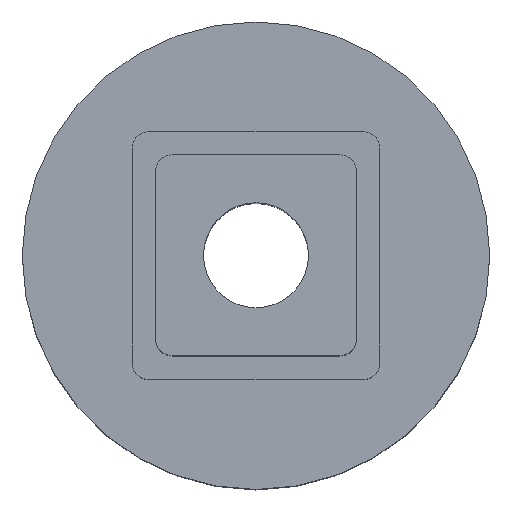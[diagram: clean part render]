
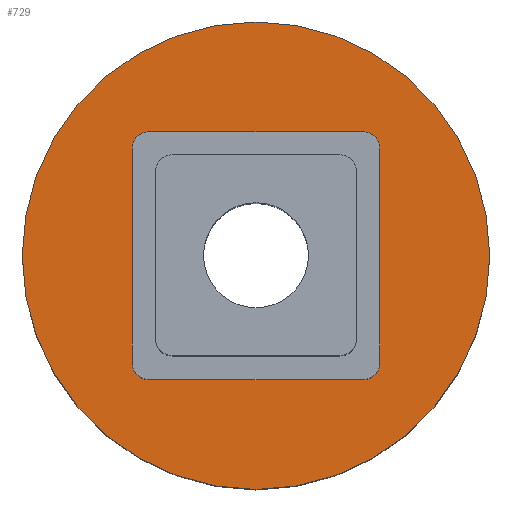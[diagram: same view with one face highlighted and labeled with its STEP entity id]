
A CAD part, top view. The second image highlights one B-rep face of the part: STEP entity #729.
In plain terms, the highlighted planar face has unit normal (0, 0, 1).
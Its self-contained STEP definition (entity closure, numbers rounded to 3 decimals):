
#18=FACE_BOUND('',#125,.T.);
#43=PLANE('',#810);
#82=FACE_OUTER_BOUND('',#124,.T.);
#124=EDGE_LOOP('',(#652));
#125=EDGE_LOOP('',(#653,#654,#655,#656,#657,#658,#659,#660));
#145=LINE('',#1088,#219);
#150=LINE('',#1102,#224);
#153=LINE('',#1109,#227);
#160=LINE('',#1126,#234);
#219=VECTOR('',#871,10.);
#224=VECTOR('',#886,10.);
#227=VECTOR('',#895,10.);
#234=VECTOR('',#920,10.);
#283=CIRCLE('',#756,2.);
#290=CIRCLE('',#766,2.);
#291=CIRCLE('',#768,2.);
#292=CIRCLE('',#771,2.);
#302=CIRCLE('',#808,28.3);
#318=VERTEX_POINT('',#1056);
#319=VERTEX_POINT('',#1058);
#331=VERTEX_POINT('',#1087);
#332=VERTEX_POINT('',#1091);
#333=VERTEX_POINT('',#1095);
#334=VERTEX_POINT('',#1097);
#335=VERTEX_POINT('',#1101);
#336=VERTEX_POINT('',#1105);
#370=VERTEX_POINT('',#1225);
#388=EDGE_CURVE('',#318,#319,#283,.F.);
#403=EDGE_CURVE('',#331,#319,#145,.T.);
#405=EDGE_CURVE('',#331,#332,#290,.F.);
#408=EDGE_CURVE('',#333,#334,#291,.F.);
#410=EDGE_CURVE('',#335,#334,#150,.T.);
#412=EDGE_CURVE('',#335,#336,#292,.F.);
#414=EDGE_CURVE('',#318,#336,#153,.T.);
#422=EDGE_CURVE('',#333,#332,#160,.T.);
#471=EDGE_CURVE('',#370,#370,#302,.T.);
#652=ORIENTED_EDGE('',*,*,#471,.T.);
#653=ORIENTED_EDGE('',*,*,#410,.T.);
#654=ORIENTED_EDGE('',*,*,#408,.F.);
#655=ORIENTED_EDGE('',*,*,#422,.T.);
#656=ORIENTED_EDGE('',*,*,#405,.F.);
#657=ORIENTED_EDGE('',*,*,#403,.T.);
#658=ORIENTED_EDGE('',*,*,#388,.F.);
#659=ORIENTED_EDGE('',*,*,#414,.T.);
#660=ORIENTED_EDGE('',*,*,#412,.F.);
#729=ADVANCED_FACE('',(#82,#18),#43,.T.);
#756=AXIS2_PLACEMENT_3D('',#1059,#845,#846);
#766=AXIS2_PLACEMENT_3D('',#1092,#875,#876);
#768=AXIS2_PLACEMENT_3D('',#1098,#881,#882);
#771=AXIS2_PLACEMENT_3D('',#1106,#890,#891);
#808=AXIS2_PLACEMENT_3D('',#1226,#1013,#1014);
#810=AXIS2_PLACEMENT_3D('',#1230,#1018,#1019);
#845=DIRECTION('center_axis',(0.,0.,-1.));
#846=DIRECTION('ref_axis',(-0.707,0.707,0.));
#871=DIRECTION('',(0.,1.,0.));
#875=DIRECTION('center_axis',(0.,0.,-1.));
#876=DIRECTION('ref_axis',(-0.707,-0.707,0.));
#881=DIRECTION('center_axis',(0.,0.,-1.));
#882=DIRECTION('ref_axis',(0.707,-0.707,0.));
#886=DIRECTION('',(0.,-1.,0.));
#890=DIRECTION('center_axis',(0.,0.,-1.));
#891=DIRECTION('ref_axis',(0.707,0.707,0.));
#895=DIRECTION('',(1.,0.,0.));
#920=DIRECTION('',(-1.,0.,0.));
#1013=DIRECTION('center_axis',(0.,0.,1.));
#1014=DIRECTION('ref_axis',(1.,0.,0.));
#1018=DIRECTION('center_axis',(0.,0.,1.));
#1019=DIRECTION('ref_axis',(1.,0.,0.));
#1056=CARTESIAN_POINT('',(-13.,15.,35.));
#1058=CARTESIAN_POINT('',(-15.,13.,35.));
#1059=CARTESIAN_POINT('Origin',(-13.,13.,35.));
#1087=CARTESIAN_POINT('',(-15.,-13.,35.));
#1088=CARTESIAN_POINT('',(-15.,7.5,35.));
#1091=CARTESIAN_POINT('',(-13.,-15.,35.));
#1092=CARTESIAN_POINT('Origin',(-13.,-13.,35.));
#1095=CARTESIAN_POINT('',(13.,-15.,35.));
#1097=CARTESIAN_POINT('',(15.,-13.,35.));
#1098=CARTESIAN_POINT('Origin',(13.,-13.,35.));
#1101=CARTESIAN_POINT('',(15.,13.,35.));
#1102=CARTESIAN_POINT('',(15.,-7.5,35.));
#1105=CARTESIAN_POINT('',(13.,15.,35.));
#1106=CARTESIAN_POINT('Origin',(13.,13.,35.));
#1109=CARTESIAN_POINT('',(7.5,15.,35.));
#1126=CARTESIAN_POINT('',(-7.5,-15.,35.));
#1225=CARTESIAN_POINT('',(-28.3,0.,35.));
#1226=CARTESIAN_POINT('Origin',(0.,0.,35.));
#1230=CARTESIAN_POINT('Origin',(0.,0.,35.));
